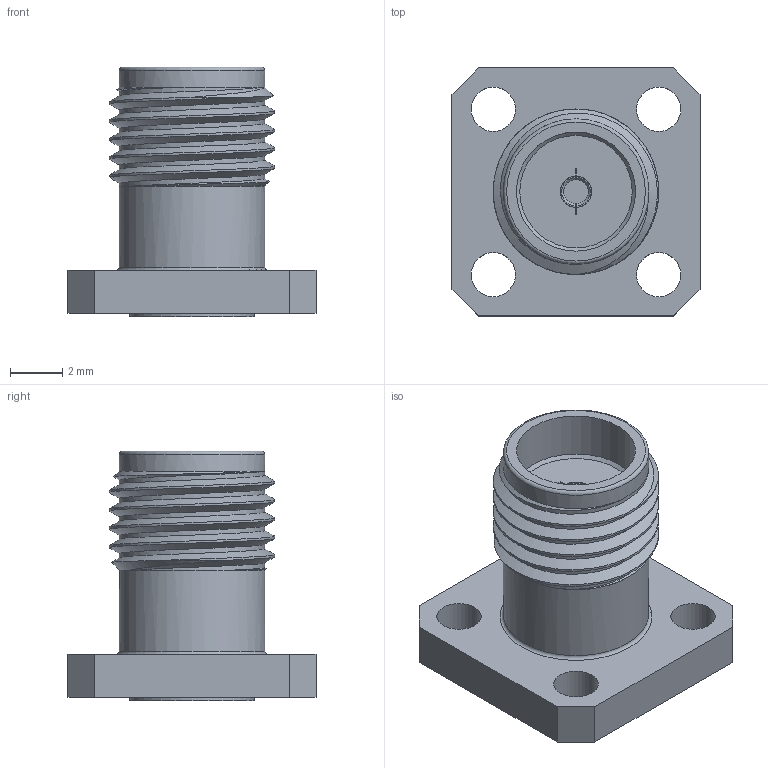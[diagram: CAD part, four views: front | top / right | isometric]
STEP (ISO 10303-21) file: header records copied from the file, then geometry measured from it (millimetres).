
FILE_DESCRIPTION (( 'STEP AP203' ), '1' );
FILE_NAME ('PE44003_3D.step', '2021-09-28T15:06:28', ( '' ), ( '' ), 'SwSTEP 2.0', 'SolidWorks 2021', '' );
FILE_SCHEMA (( 'CONFIG_CONTROL_DESIGN' ));
Length unit declared in the file: inch
Products named in the file (1): PE44003_3D
Bounding box: 9.52 x 9.52 x 9.58 mm (x, y, z)
Volume: 287.5 mm3; surface area: 513.8 mm2
Topology: 1 solids, 1 shells, 74 faces, 185 edges, 120 vertices
Faces by surface type: plane 45, cylinder 15, cone 9, bspline 3, torus 2
Full cylindrical faces by diameter (mm): 0.508 x1, 0.94 x1, 1.016 x1, 1.194 x1, 1.7 x4, 2.65 x1, 3.744 x1, 4.572 x1, 4.76 x1, 5.582 x2
Entity records: 3307 total; most frequent: CARTESIAN_POINT 1562, DIRECTION 338, ORIENTED_EDGE 324, EDGE_CURVE 162, AXIS2_PLACEMENT_3D 129, VERTEX_POINT 114, EDGE_LOOP 106, FACE_OUTER_BOUND 90
